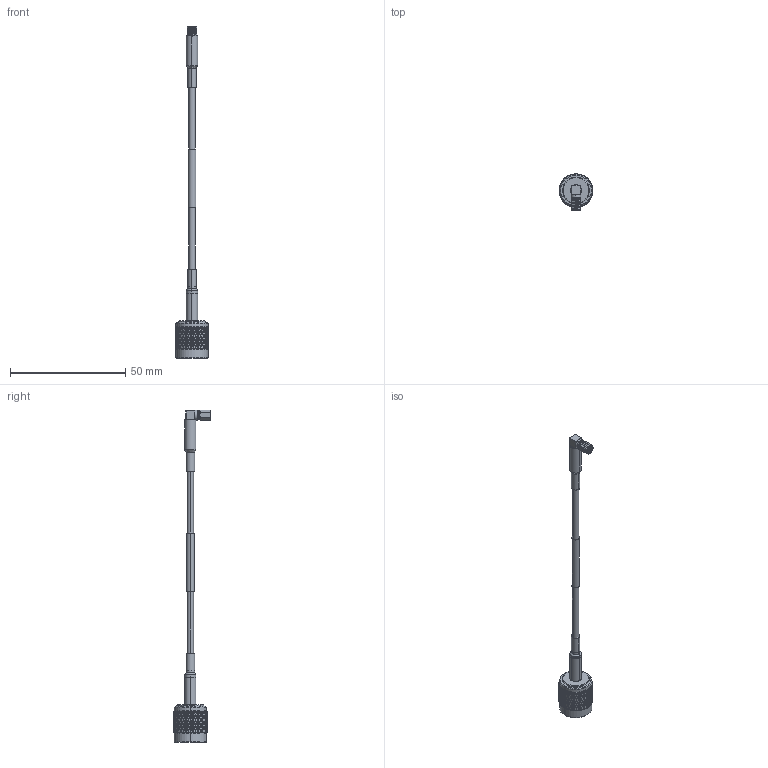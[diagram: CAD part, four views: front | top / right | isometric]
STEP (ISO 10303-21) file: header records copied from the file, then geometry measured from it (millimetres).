
FILE_DESCRIPTION (( 'STEP AP214' ), '1' );
FILE_NAME ('FMCA1494_3D.step', '2024-07-19T15:02:12', ( '' ), ( '' ), 'SwSTEP 2.0', 'SolidWorks 2022', '' );
FILE_SCHEMA (( 'AUTOMOTIVE_DESIGN' ));
Length unit declared in the file: inch
Products named in the file (5): PE4302_3D^FMCA1494; Heat Shrinks^FMCA1494; FMCA1494_3D; Coax Cable^FMCA1494_LMR-100A; PE45497_3D^FMCA1494
Assembly tree (5 placements, depth 2):
  FMCA1494_3D
    Coax Cable^FMCA1494_LMR-100A
    Heat Shrinks^FMCA1494  x2
    PE45497_3D^FMCA1494
    PE4302_3D^FMCA1494
Bounding box: 14.5 x 15.97 x 143.89 mm (x, y, z)
Volume: 3467.6 mm3; surface area: 4967.1 mm2
Topology: 11 solids, 11 shells, 3020 faces, 6429 edges, 3435 vertices
Faces by surface type: bspline 2178, cylinder 692, plane 83, cone 56, sphere 7, torus 4
Entity records: 112789 total; most frequent: CARTESIAN_POINT 72190, ORIENTED_EDGE 12804, EDGE_CURVE 6402, VERTEX_POINT 3426, EDGE_LOOP 3034, ADVANCED_FACE 3011, FACE_OUTER_BOUND 3011, DIRECTION 2889
